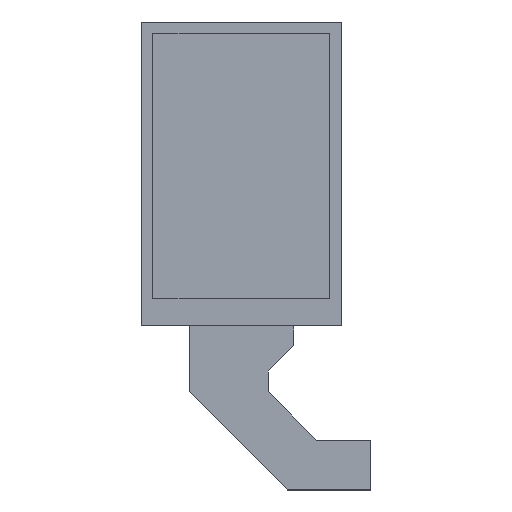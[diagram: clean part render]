
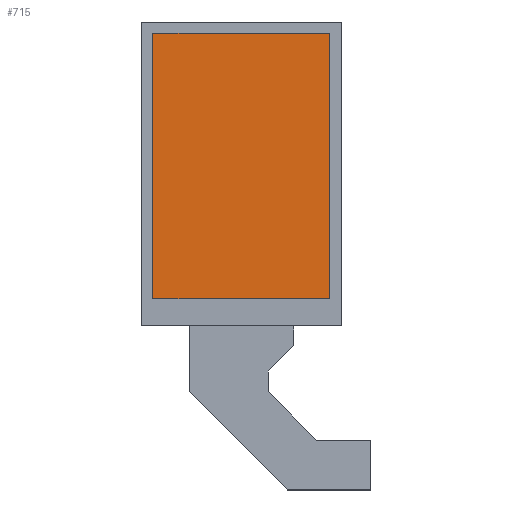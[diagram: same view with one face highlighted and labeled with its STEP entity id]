
A CAD part, top view. The second image highlights one B-rep face of the part: STEP entity #715.
In plain terms, the highlighted planar face has unit normal (0, 0, 1).
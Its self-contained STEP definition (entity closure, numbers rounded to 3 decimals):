
#586 = VERTEX_POINT('',#587);
#587 = CARTESIAN_POINT('',(22.33,33.48,0.1));
#593 = EDGE_CURVE('',#586,#594,#596,.T.);
#594 = VERTEX_POINT('',#595);
#595 = CARTESIAN_POINT('',(-22.33,33.48,0.1));
#596 = LINE('',#597,#598);
#597 = CARTESIAN_POINT('',(22.33,33.48,0.1));
#598 = VECTOR('',#599,1.);
#599 = DIRECTION('',(-1.,0.,0.));
#624 = EDGE_CURVE('',#594,#625,#627,.T.);
#625 = VERTEX_POINT('',#626);
#626 = CARTESIAN_POINT('',(-22.33,-33.48,0.1));
#627 = LINE('',#628,#629);
#628 = CARTESIAN_POINT('',(-22.33,33.48,0.1));
#629 = VECTOR('',#630,1.);
#630 = DIRECTION('',(0.,-1.,0.));
#655 = EDGE_CURVE('',#625,#656,#658,.T.);
#656 = VERTEX_POINT('',#657);
#657 = CARTESIAN_POINT('',(22.33,-33.48,0.1));
#658 = LINE('',#659,#660);
#659 = CARTESIAN_POINT('',(-22.33,-33.48,0.1));
#660 = VECTOR('',#661,1.);
#661 = DIRECTION('',(1.,0.,0.));
#686 = EDGE_CURVE('',#656,#586,#687,.T.);
#687 = LINE('',#688,#689);
#688 = CARTESIAN_POINT('',(22.33,-33.48,0.1));
#689 = VECTOR('',#690,1.);
#690 = DIRECTION('',(0.,1.,0.));
#715 = ADVANCED_FACE('',(#716),#722,.T.);
#716 = FACE_BOUND('',#717,.T.);
#717 = EDGE_LOOP('',(#718,#719,#720,#721));
#718 = ORIENTED_EDGE('',*,*,#593,.T.);
#719 = ORIENTED_EDGE('',*,*,#624,.T.);
#720 = ORIENTED_EDGE('',*,*,#655,.T.);
#721 = ORIENTED_EDGE('',*,*,#686,.T.);
#722 = PLANE('',#723);
#723 = AXIS2_PLACEMENT_3D('',#724,#725,#726);
#724 = CARTESIAN_POINT('',(0.,0.,0.1));
#725 = DIRECTION('',(0.,0.,1.));
#726 = DIRECTION('',(1.,0.,0.));
